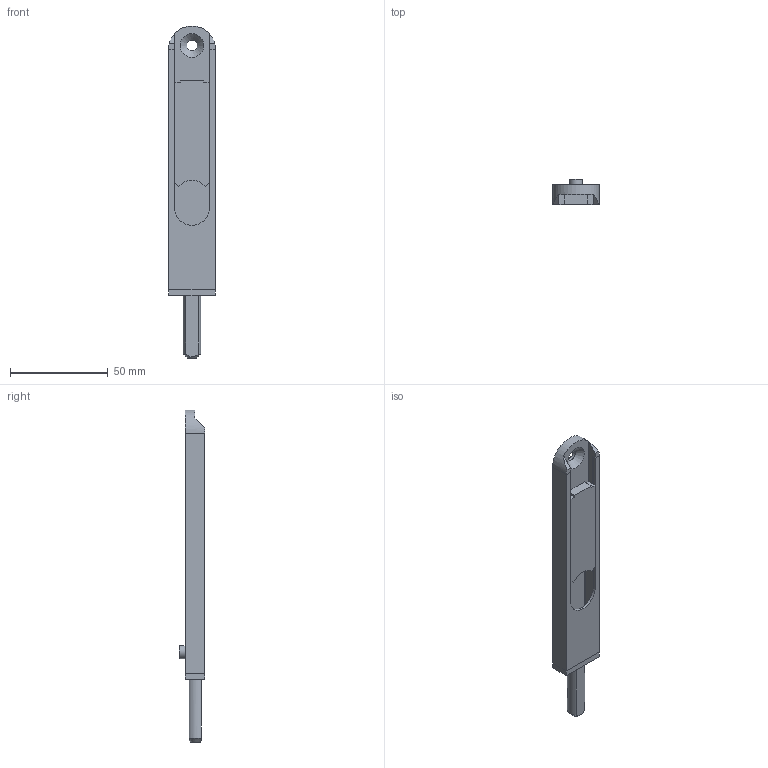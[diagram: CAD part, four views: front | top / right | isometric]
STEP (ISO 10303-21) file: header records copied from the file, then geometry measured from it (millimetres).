
FILE_DESCRIPTION(/* description */ (''),/* implementation_level */ '2;1');
FILE_NAME(/* name */ '1317.stp',/* time_stamp */ '2019-08-14T15:53:23+02:00',/* author */ ('Giuliano'),/* organization */ (''),/* preprocessor_version */ 'ST-DEVELOPER v17.2',/* originating_system */ 'Autodesk Inventor 2019',/* authorisation */ '');
FILE_SCHEMA (('AUTOMOTIVE_DESIGN { 1 0 10303 214 3 1 1 }'));
Length unit declared in the file: millimetre
Products named in the file (5): 1317; 20946_01; 20946_02; 20946_03; 20948_04
Assembly tree (4 placements, depth 2):
  1317
    20946_01
    20946_02
    20946_03
    20948_04
Bounding box: 24 x 13 x 170 mm (x, y, z)
Volume: 20429.5 mm3; surface area: 19036.5 mm2
Topology: 4 solids, 4 shells, 85 faces, 227 edges, 151 vertices
Faces by surface type: plane 70, cylinder 12, cone 3
Full cylindrical faces by diameter (mm): 3 x1, 5.5 x2, 6.8 x1, 9 x1
Entity records: 2837 total; most frequent: CARTESIAN_POINT 476, ORIENTED_EDGE 454, DIRECTION 448, EDGE_CURVE 227, LINE 190, VECTOR 190, VERTEX_POINT 151, AXIS2_PLACEMENT_3D 129
